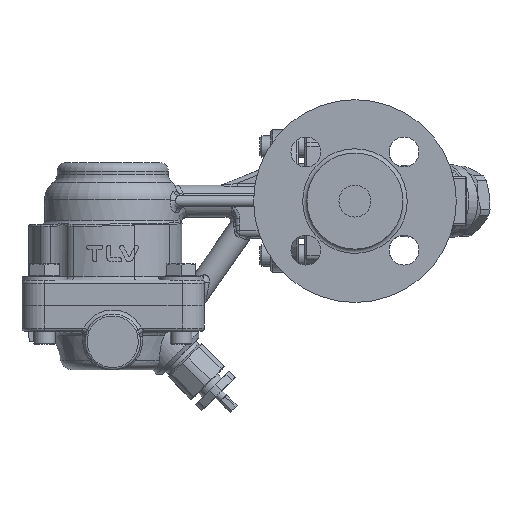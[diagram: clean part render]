
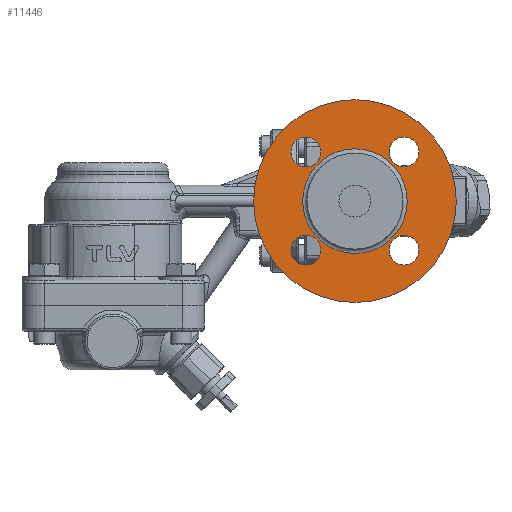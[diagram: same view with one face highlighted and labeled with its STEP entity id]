
A CAD part, front view. The second image highlights one B-rep face of the part: STEP entity #11446.
In plain terms, the highlighted planar face has unit normal (0, -1, 0).
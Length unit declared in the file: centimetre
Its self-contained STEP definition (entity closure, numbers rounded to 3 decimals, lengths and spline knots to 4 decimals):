
#480=FACE_BOUND('',#3236,.T.);
#481=FACE_BOUND('',#3237,.T.);
#482=FACE_BOUND('',#3238,.T.);
#483=FACE_BOUND('',#3239,.T.);
#484=FACE_BOUND('',#3240,.T.);
#1653=CIRCLE('',#12746,0.7);
#1655=CIRCLE('',#12749,0.7);
#1657=CIRCLE('',#12752,0.7);
#1659=CIRCLE('',#12755,0.7);
#1660=CIRCLE('',#12757,4.75);
#1661=CIRCLE('',#12758,2.45);
#2391=FACE_OUTER_BOUND('',#3235,.T.);
#3235=EDGE_LOOP('',(#10062));
#3236=EDGE_LOOP('',(#10063));
#3237=EDGE_LOOP('',(#10064));
#3238=EDGE_LOOP('',(#10065));
#3239=EDGE_LOOP('',(#10066));
#3240=EDGE_LOOP('',(#10067));
#5364=VERTEX_POINT('',#24683);
#5366=VERTEX_POINT('',#24688);
#5368=VERTEX_POINT('',#24693);
#5370=VERTEX_POINT('',#24698);
#5371=VERTEX_POINT('',#24701);
#5372=VERTEX_POINT('',#24703);
#6952=EDGE_CURVE('',#5364,#5364,#1653,.T.);
#6954=EDGE_CURVE('',#5366,#5366,#1655,.T.);
#6956=EDGE_CURVE('',#5368,#5368,#1657,.T.);
#6958=EDGE_CURVE('',#5370,#5370,#1659,.T.);
#6959=EDGE_CURVE('',#5371,#5371,#1660,.T.);
#6960=EDGE_CURVE('',#5372,#5372,#1661,.T.);
#10062=ORIENTED_EDGE('',*,*,#6959,.F.);
#10063=ORIENTED_EDGE('',*,*,#6952,.T.);
#10064=ORIENTED_EDGE('',*,*,#6954,.T.);
#10065=ORIENTED_EDGE('',*,*,#6956,.T.);
#10066=ORIENTED_EDGE('',*,*,#6958,.T.);
#10067=ORIENTED_EDGE('',*,*,#6960,.F.);
#10412=PLANE('',#12756);
#11446=ADVANCED_FACE('',(#2391,#480,#481,#482,#483,#484),#10412,.T.);
#12746=AXIS2_PLACEMENT_3D('',#24684,#15824,#15825);
#12749=AXIS2_PLACEMENT_3D('',#24689,#15830,#15831);
#12752=AXIS2_PLACEMENT_3D('',#24694,#15836,#15837);
#12755=AXIS2_PLACEMENT_3D('',#24699,#15842,#15843);
#12756=AXIS2_PLACEMENT_3D('',#24700,#15844,#15845);
#12757=AXIS2_PLACEMENT_3D('',#24702,#15846,#15847);
#12758=AXIS2_PLACEMENT_3D('',#24704,#15848,#15849);
#15824=DIRECTION('center_axis',(0.,1.,0.));
#15825=DIRECTION('ref_axis',(-1.,0.,0.));
#15830=DIRECTION('center_axis',(0.,1.,0.));
#15831=DIRECTION('ref_axis',(0.,0.,
-1.));
#15836=DIRECTION('center_axis',(0.,1.,0.));
#15837=DIRECTION('ref_axis',(1.,0.,0.));
#15842=DIRECTION('center_axis',(0.,1.,0.));
#15843=DIRECTION('ref_axis',(0.,0.,
1.));
#15844=DIRECTION('center_axis',(0.,-1.,0.));
#15845=DIRECTION('ref_axis',(1.,0.,0.));
#15846=DIRECTION('center_axis',(0.,1.,0.));
#15847=DIRECTION('ref_axis',(-1.,0.,0.));
#15848=DIRECTION('center_axis',(0.,-1.,0.));
#15849=DIRECTION('ref_axis',(-1.,0.,0.));
#24683=CARTESIAN_POINT('',(6.9278,0.2571,-4.536));
#24684=CARTESIAN_POINT('Origin',(6.2278,0.2571,-4.536));
#24688=CARTESIAN_POINT('',(10.824,0.2571,-3.836));
#24689=CARTESIAN_POINT('Origin',(10.824,0.2571,-4.536));
#24693=CARTESIAN_POINT('',(10.124,0.2571,0.0602));
#24694=CARTESIAN_POINT('Origin',(10.824,0.2571,0.0602));
#24698=CARTESIAN_POINT('',(6.2278,0.2571,-0.6398));
#24699=CARTESIAN_POINT('Origin',(6.2278,0.2571,0.0602));
#24700=CARTESIAN_POINT('Origin',(8.5259,0.2571,-2.2379));
#24701=CARTESIAN_POINT('',(13.2759,0.2571,-2.2379));
#24702=CARTESIAN_POINT('Origin',(8.5259,0.2571,-2.2379));
#24703=CARTESIAN_POINT('',(10.9759,0.2571,-2.2379));
#24704=CARTESIAN_POINT('Origin',(8.5259,0.2571,-2.2379));
